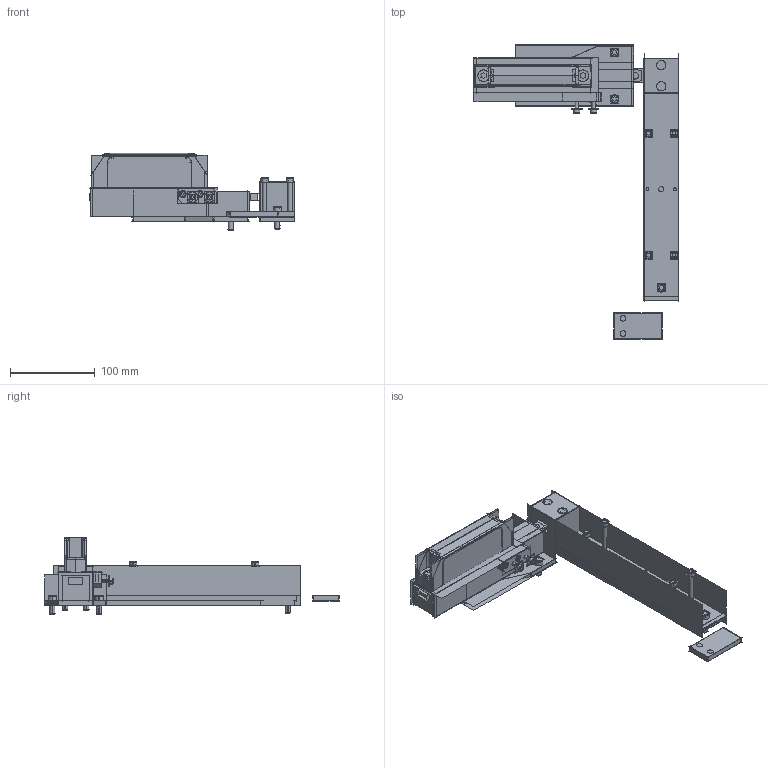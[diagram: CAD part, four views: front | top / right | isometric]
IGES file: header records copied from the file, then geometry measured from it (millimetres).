
Start section:  PTC IGES file: 222822.igs
Global section: file name: 222822.igs; native system: Creo Parametric by PTC Inc.; preprocessor: 2019292; author: PDMAdmin; organization: Unknown; date: 20210422.074907; units: millimetre
Bounding box: 242.7 x 347 x 91.15 mm (x, y, z)
Volume: 414487.9 mm3; surface area: 832877.3 mm2
Topology: 5 solids, 6 shells, 1144 faces, 6102 edges, 8081 vertices
Faces by surface type: bspline 592, revolution 552
